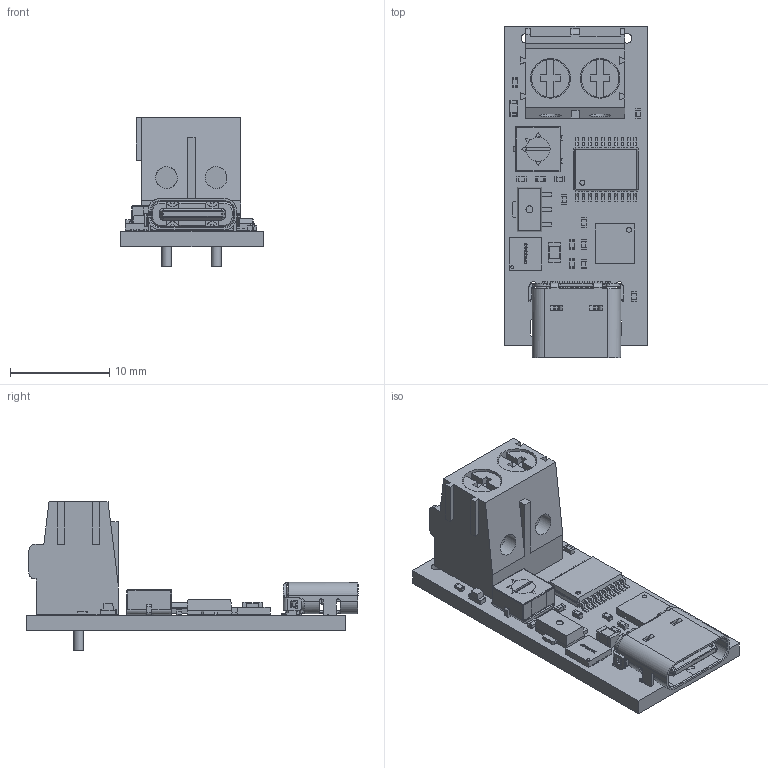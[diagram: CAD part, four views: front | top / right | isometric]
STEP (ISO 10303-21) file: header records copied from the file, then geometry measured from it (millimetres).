
FILE_DESCRIPTION(('KiCad electronic assembly'),'2;1');
FILE_NAME('PPSTrigger.step','2023-12-05T19:06:28',('Pcbnew'),('Kicad'), 'Open CASCADE STEP processor 7.6','KiCad to STEP converter','Unknown' );
FILE_SCHEMA(('AUTOMOTIVE_DESIGN { 1 0 10303 214 1 1 1 1 }'));
Length unit declared in the file: millimetre
Products named in the file (24): PPSTrigger 1; TerminalBlock_Phoenix_PT-1,5-2-5.0-H_1x02_P5.00mm_Horizontal; SOLID; R_0402_1005Metric; LED_0603_1608Metric; SOT-89-3; COMPOUND; QFN-24-1EP_4x4mm_P0.5mm_EP2.6x2.6mm; C_0805_2012Metric; C_0402_1005Metric; USB C 16; DFN 3_3x3_3; Potentiometer_Bourns_3314J_Vertical; TSSOP-20_4.4x6.5mm_P0.65mm; PPSTrigger PCB
Assembly tree (33 placements, depth 3):
  PPSTrigger 1
    TerminalBlock_Phoenix_PT-1,5-2-5.0-H_1x02_P5.00mm_Horizontal
      SOLID
    R_0402_1005Metric  x6
      SOLID
    LED_0603_1608Metric
      SOLID
    SOT-89-3
      COMPOUND
    QFN-24-1EP_4x4mm_P0.5mm_EP2.6x2.6mm
      SOLID
    C_0805_2012Metric
      SOLID
    C_0402_1005Metric  x6
      SOLID
    USB C 16
      COMPOUND
    DFN 3_3x3_3
      SOLID
    Potentiometer_Bourns_3314J_Vertical
      SOLID
    TSSOP-20_4.4x6.5mm_P0.65mm
      SOLID
    PPSTrigger PCB
Bounding box: 14.37 x 33.47 x 15 mm (x, y, z)
Volume: 1628 mm3; surface area: 3249.6 mm2
Topology: 47 solids, 59 shells, 3496 faces, 9677 edges, 6319 vertices
Faces by surface type: plane 2465, cylinder 865, bspline 122, cone 36, sphere 4, torus 4
Full cylindrical faces by diameter (mm): 0.5 x2, 0.7 x1, 1 x4, 1.3 x2, 2.2 x2, 3.8 x2, 4 x2
Entity records: 242571 total; most frequent: CARTESIAN_POINT 59585, DIRECTION 31091, LINE 21916, VECTOR 21916, ORIENTED_EDGE 17946, PCURVE 17946, DEFINITIONAL_REPRESENTATION 17946, EDGE_CURVE 8973
